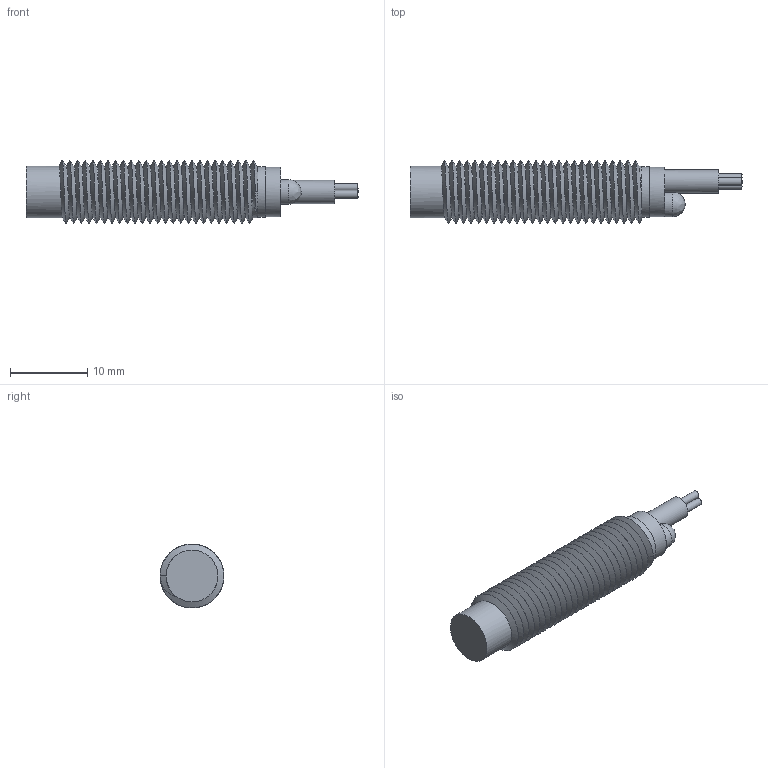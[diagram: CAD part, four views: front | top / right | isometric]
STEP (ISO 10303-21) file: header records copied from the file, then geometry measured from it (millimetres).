
FILE_DESCRIPTION( ('This file contains a STEP AP42 implementation' ,'as created by ZW3D STEP Interface translator.') ,'2;1' );
FILE_NAME( 'ECS2-0804X-X3SX.stp' ,'20 522.19 016', (''), ('ZWCAD Software Co.'), 'Version 1.0', 'ZW3D to STEP translator', '' );
FILE_SCHEMA(('AUTOMOTIVE_DESIGN'));
Length unit declared in the file: millimetre
Products named in the file (3): 0; ECS2-0804X-X2SX; M8堤盄裔
Assembly tree (1 placements, depth 2):
  0
  ECS2-0804X-X2SX
    M8堤盄裔
Bounding box: 43 x 8.26 x 8.26 mm (x, y, z)
Volume: 93.3 mm3; surface area: 1605.5 mm2
Topology: 2 solids, 5 shells, 53 faces, 133 edges, 87 vertices
Faces by surface type: bspline 53
Entity records: 3104 total; most frequent: CARTESIAN_POINT 2276, ORIENTED_EDGE 257, EDGE_CURVE 130, VERTEX_POINT 86, EDGE_LOOP 59, FACE_OUTER_BOUND 53, ADVANCED_FACE 53, OVER_RIDING_STYLED_ITEM 53
